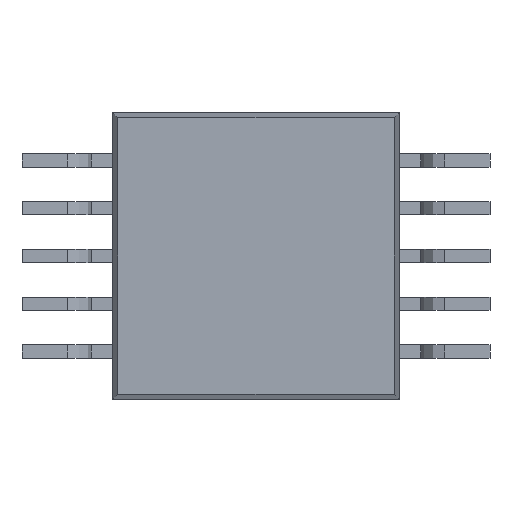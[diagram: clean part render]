
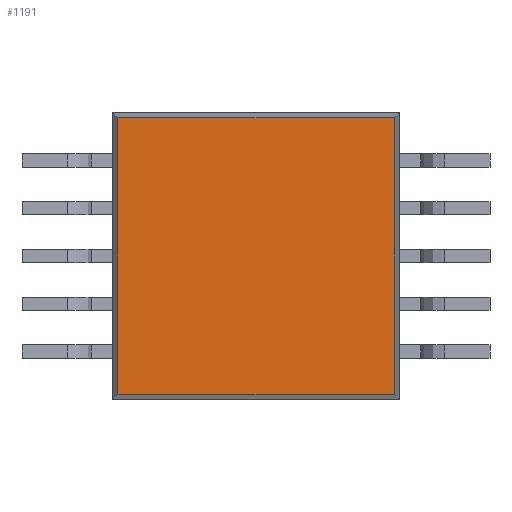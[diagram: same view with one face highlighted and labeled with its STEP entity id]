
A CAD part, front view. The second image highlights one B-rep face of the part: STEP entity #1191.
In plain terms, the highlighted planar face has unit normal (0, -1, 0).
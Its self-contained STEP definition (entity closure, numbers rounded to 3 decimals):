
#1049 = VERTEX_POINT('',#1050);
#1050 = CARTESIAN_POINT('',(1.448,0.11,1.448));
#1056 = EDGE_CURVE('',#1049,#1057,#1059,.T.);
#1057 = VERTEX_POINT('',#1058);
#1058 = CARTESIAN_POINT('',(1.448,0.11,-1.448));
#1059 = LINE('',#1060,#1061);
#1060 = CARTESIAN_POINT('',(1.448,0.11,4.4));
#1061 = VECTOR('',#1062,1.);
#1062 = DIRECTION('',(0.,0.,-1.));
#1172 = EDGE_CURVE('',#1057,#1173,#1175,.T.);
#1173 = VERTEX_POINT('',#1174);
#1174 = CARTESIAN_POINT('',(-1.448,0.11,-1.448));
#1175 = LINE('',#1176,#1177);
#1176 = CARTESIAN_POINT('',(4.4,0.11,-1.448));
#1177 = VECTOR('',#1178,1.);
#1178 = DIRECTION('',(-1.,0.,0.));
#1191 = ADVANCED_FACE('',(#1192),#1210,.F.);
#1192 = FACE_BOUND('',#1193,.F.);
#1193 = EDGE_LOOP('',(#1194,#1202,#1203,#1204));
#1194 = ORIENTED_EDGE('',*,*,#1195,.F.);
#1195 = EDGE_CURVE('',#1049,#1196,#1198,.T.);
#1196 = VERTEX_POINT('',#1197);
#1197 = CARTESIAN_POINT('',(-1.448,0.11,1.448));
#1198 = LINE('',#1199,#1200);
#1199 = CARTESIAN_POINT('',(4.4,0.11,1.448));
#1200 = VECTOR('',#1201,1.);
#1201 = DIRECTION('',(-1.,0.,0.));
#1202 = ORIENTED_EDGE('',*,*,#1056,.T.);
#1203 = ORIENTED_EDGE('',*,*,#1172,.T.);
#1204 = ORIENTED_EDGE('',*,*,#1205,.F.);
#1205 = EDGE_CURVE('',#1196,#1173,#1206,.T.);
#1206 = LINE('',#1207,#1208);
#1207 = CARTESIAN_POINT('',(-1.448,0.11,4.4));
#1208 = VECTOR('',#1209,1.);
#1209 = DIRECTION('',(0.,0.,-1.));
#1210 = PLANE('',#1211);
#1211 = AXIS2_PLACEMENT_3D('',#1212,#1213,#1214);
#1212 = CARTESIAN_POINT('',(0.,0.11,0.));
#1213 = DIRECTION('',(0.,1.,0.));
#1214 = DIRECTION('',(0.,0.,1.));
